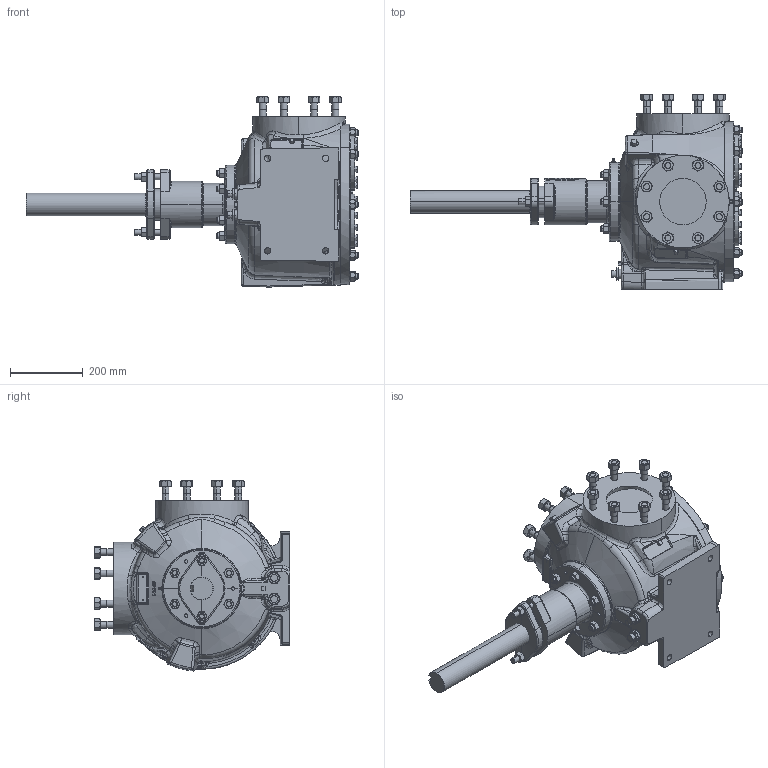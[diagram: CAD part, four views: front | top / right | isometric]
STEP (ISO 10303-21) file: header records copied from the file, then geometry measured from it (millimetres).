
FILE_DESCRIPTION (( 'STEP AP214' ), '1' );
FILE_NAME ('N324E.STEP', '2018-03-06T19:04:11', ( '' ), ( '' ), 'SwSTEP 2.0', 'SolidWorks 2017', '' );
FILE_SCHEMA (( 'AUTOMOTIVE_DESIGN' ));
Length unit declared in the file: inch
Products named in the file (2): N324E
Bounding box: 910.95 x 536.58 x 521.79 mm (x, y, z)
Volume: 51372230.1 mm3; surface area: 1291632.2 mm2
Topology: 1 solids, 1 shells, 2216 faces, 5179 edges, 3133 vertices
Faces by surface type: cone 704, plane 679, cylinder 369, bspline 344, torus 71, sphere 49
Entity records: 131768 total; most frequent: CARTESIAN_POINT 69033, ORIENTED_EDGE 10284, DIRECTION 8423, EDGE_CURVE 5142, AXIS2_PLACEMENT_3D 3585, VERTEX_POINT 3129, EDGE_LOOP 2433, ADVANCED_FACE 2215
